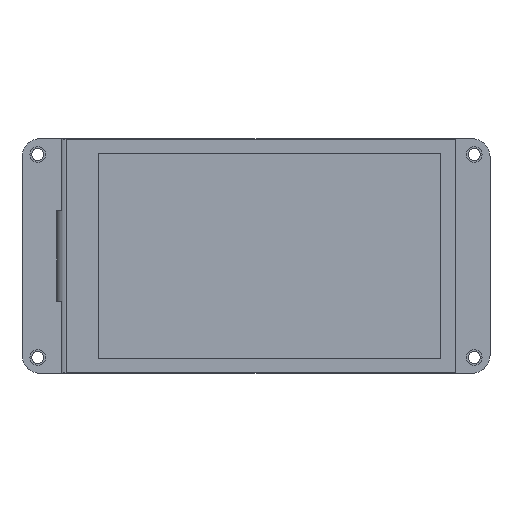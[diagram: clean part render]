
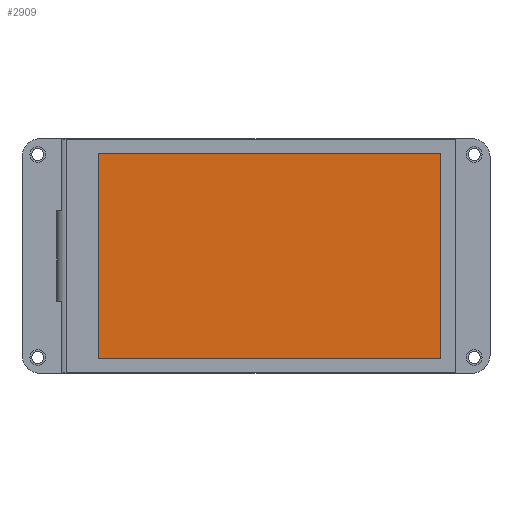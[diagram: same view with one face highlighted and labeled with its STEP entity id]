
A CAD part, top view. The second image highlights one B-rep face of the part: STEP entity #2909.
In plain terms, the highlighted planar face has unit normal (0, 0, 1).
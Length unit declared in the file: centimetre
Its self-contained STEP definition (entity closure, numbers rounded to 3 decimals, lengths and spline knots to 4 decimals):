
#2796=CARTESIAN_POINT('',(-3.207,-2.088,0.535));
#2797=VERTEX_POINT('',#2796);
#2798=CARTESIAN_POINT('',(3.753,-2.088,0.535));
#2799=VERTEX_POINT('',#2798);
#2800=CARTESIAN_POINT('',(-12348.207,-2.088,0.535));
#2801=DIRECTION('',(1.,0.,0.));
#2802=VECTOR('',#2801,24690.);
#2803=LINE('',#2800,#2802);
#2804=EDGE_CURVE('',#2797,#2799,#2803,.T.);
#2835=CARTESIAN_POINT('',(3.753,2.088,0.535));
#2836=VERTEX_POINT('',#2835);
#2837=CARTESIAN_POINT('',(3.753,-12347.088,0.535));
#2838=DIRECTION('',(0.,1.,0.));
#2839=VECTOR('',#2838,24690.);
#2840=LINE('',#2837,#2839);
#2841=EDGE_CURVE('',#2799,#2836,#2840,.T.);
#2860=CARTESIAN_POINT('',(-3.207,2.088,0.535));
#2861=VERTEX_POINT('',#2860);
#2862=CARTESIAN_POINT('',(12348.753,2.088,0.535));
#2863=DIRECTION('',(-1.,0.,0.));
#2864=VECTOR('',#2863,24690.);
#2865=LINE('',#2862,#2864);
#2866=EDGE_CURVE('',#2836,#2861,#2865,.T.);
#2885=CARTESIAN_POINT('',(-3.207,12347.088,0.535));
#2886=DIRECTION('',(0.,-1.,0.));
#2887=VECTOR('',#2886,24690.);
#2888=LINE('',#2885,#2887);
#2889=EDGE_CURVE('',#2861,#2797,#2888,.T.);
#2898=CARTESIAN_POINT('',(0.273,-0.,0.535));
#2899=DIRECTION('',(0.,-0.,1.));
#2900=DIRECTION('',(1.,0.,-0.));
#2901=AXIS2_PLACEMENT_3D('',#2898,#2899,#2900);
#2902=PLANE('',#2901);
#2903=ORIENTED_EDGE('',*,*,#2804,.T.);
#2904=ORIENTED_EDGE('',*,*,#2841,.T.);
#2905=ORIENTED_EDGE('',*,*,#2866,.T.);
#2906=ORIENTED_EDGE('',*,*,#2889,.T.);
#2907=EDGE_LOOP('',(#2903,#2904,#2905,#2906));
#2908=FACE_BOUND('',#2907,.T.);
#2909=ADVANCED_FACE('',(#2908),#2902,.T.);
